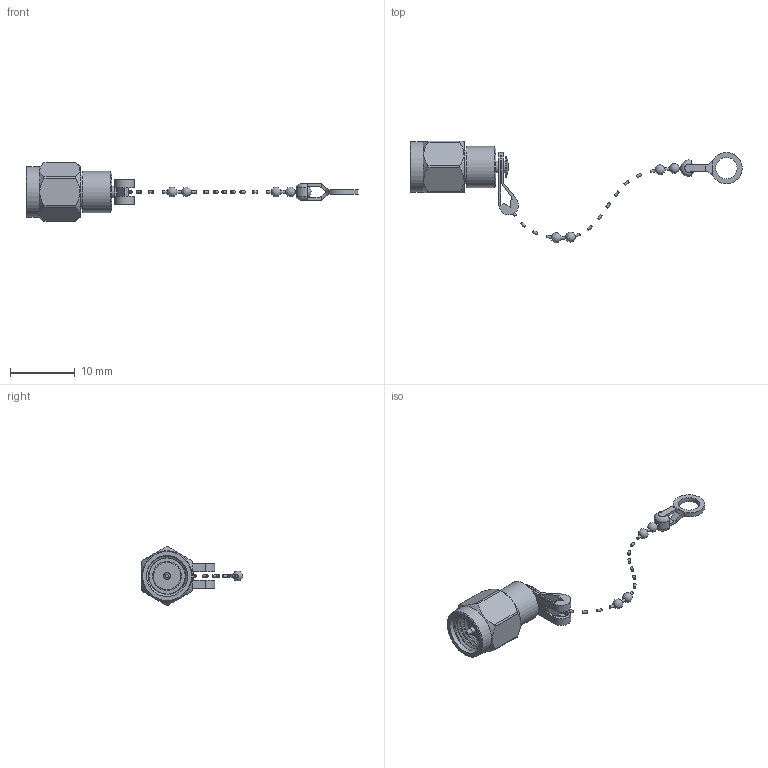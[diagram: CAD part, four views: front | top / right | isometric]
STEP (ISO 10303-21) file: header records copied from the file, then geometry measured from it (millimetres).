
FILE_DESCRIPTION (( 'STEP AP203' ), '1' );
FILE_NAME ('ST2677_3D.step', '2022-02-22T23:05:08', ( '' ), ( '' ), 'SwSTEP 2.0', 'SolidWorks 2021', '' );
FILE_SCHEMA (( 'CONFIG_CONTROL_DESIGN' ));
Length unit declared in the file: inch
Products named in the file (1): ST2677_3D
Bounding box: 51.14 x 15.63 x 8.99 mm (x, y, z)
Volume: 538 mm3; surface area: 926.2 mm2
Topology: 13 solids, 13 shells, 152 faces, 363 edges, 242 vertices
Faces by surface type: plane 59, bspline 52, cylinder 35, cone 6
Full cylindrical faces by diameter (mm): 0.94 x1, 1.194 x1, 1.749 x1, 2.257 x2, 3.273 x1, 3.302 x1, 4.445 x1, 5.334 x1, 6.35 x7, 7.762 x1
Entity records: 8924 total; most frequent: CARTESIAN_POINT 6010, ORIENTED_EDGE 624, DIRECTION 453, EDGE_CURVE 312, VERTEX_POINT 235, EDGE_LOOP 203, AXIS2_PLACEMENT_3D 160, FACE_OUTER_BOUND 155
